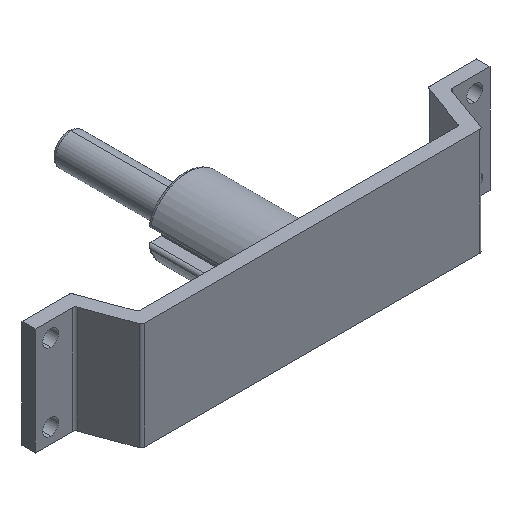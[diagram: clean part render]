
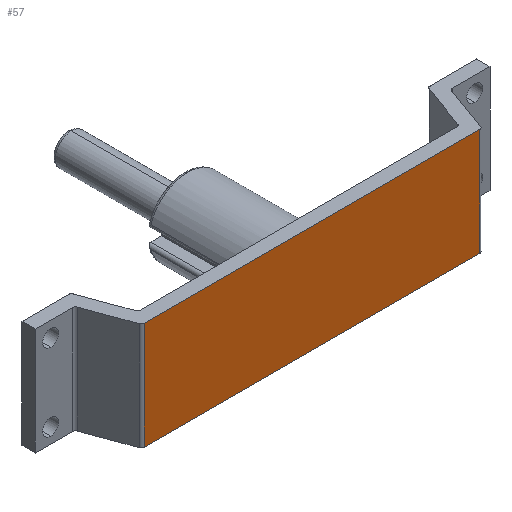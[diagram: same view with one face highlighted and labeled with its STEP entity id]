
A CAD part, isometric view. The second image highlights one B-rep face of the part: STEP entity #57.
In plain terms, the highlighted planar face has unit normal (0, -1, 0).
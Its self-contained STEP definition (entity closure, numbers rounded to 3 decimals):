
#9 = EDGE_CURVE ( 'NONE', #1384, #258, #1390, .T. ) ;
#57 = ADVANCED_FACE ( 'NONE', ( #2051 ), #491, .F. ) ;
#59 = CARTESIAN_POINT ( 'NONE',  ( -37.51, 0., -12. ) ) ;
#77 = DIRECTION ( 'NONE',  ( 0., 1., 0. ) ) ;
#139 = ORIENTED_EDGE ( 'NONE', *, *, #1617, .T. ) ;
#145 = CARTESIAN_POINT ( 'NONE',  ( -38., 0., -12. ) ) ;
#214 = CARTESIAN_POINT ( 'NONE',  ( 37.51, 0., 12. ) ) ;
#258 = VERTEX_POINT ( 'NONE', #1741 ) ;
#264 = LINE ( 'NONE', #848, #727 ) ;
#323 = VECTOR ( 'NONE', #679, 1000. ) ;
#405 = DIRECTION ( 'NONE',  ( 0., 0., -1. ) ) ;
#435 = ORIENTED_EDGE ( 'NONE', *, *, #1388, .F. ) ;
#491 = PLANE ( 'NONE',  #1221 ) ;
#548 = EDGE_CURVE ( 'NONE', #1384, #1559, #264, .T. ) ;
#577 = EDGE_LOOP ( 'NONE', ( #435, #139, #662, #1934 ) ) ;
#662 = ORIENTED_EDGE ( 'NONE', *, *, #548, .F. ) ;
#667 = CARTESIAN_POINT ( 'NONE',  ( 37.51, 0., 12. ) ) ;
#679 = DIRECTION ( 'NONE',  ( 0., 0., 1. ) ) ;
#703 = DIRECTION ( 'NONE',  ( 1., 0., 0. ) ) ;
#727 = VECTOR ( 'NONE', #703, 1000. ) ;
#737 = CARTESIAN_POINT ( 'NONE',  ( -37.51, 0., 12. ) ) ;
#794 = VERTEX_POINT ( 'NONE', #1426 ) ;
#848 = CARTESIAN_POINT ( 'NONE',  ( -38., 0., 12. ) ) ;
#966 = VECTOR ( 'NONE', #405, 1000. ) ;
#1221 = AXIS2_PLACEMENT_3D ( 'NONE', #1668, #77, #2257 ) ;
#1384 = VERTEX_POINT ( 'NONE', #737 ) ;
#1388 = EDGE_CURVE ( 'NONE', #794, #258, #1742, .T. ) ;
#1390 = LINE ( 'NONE', #59, #966 ) ;
#1426 = CARTESIAN_POINT ( 'NONE',  ( 37.51, 0., -12. ) ) ;
#1559 = VERTEX_POINT ( 'NONE', #214 ) ;
#1617 = EDGE_CURVE ( 'NONE', #794, #1559, #1656, .T. ) ;
#1656 = LINE ( 'NONE', #667, #323 ) ;
#1668 = CARTESIAN_POINT ( 'NONE',  ( 0., 0., 0. ) ) ;
#1741 = CARTESIAN_POINT ( 'NONE',  ( -37.51, 0., -12. ) ) ;
#1742 = LINE ( 'NONE', #145, #2438 ) ;
#1934 = ORIENTED_EDGE ( 'NONE', *, *, #9, .T. ) ;
#2051 = FACE_OUTER_BOUND ( 'NONE', #577, .T. ) ;
#2127 = DIRECTION ( 'NONE',  ( -1., 0., 0. ) ) ;
#2257 = DIRECTION ( 'NONE',  ( 0., 0., 1. ) ) ;
#2438 = VECTOR ( 'NONE', #2127, 1000. ) ;
